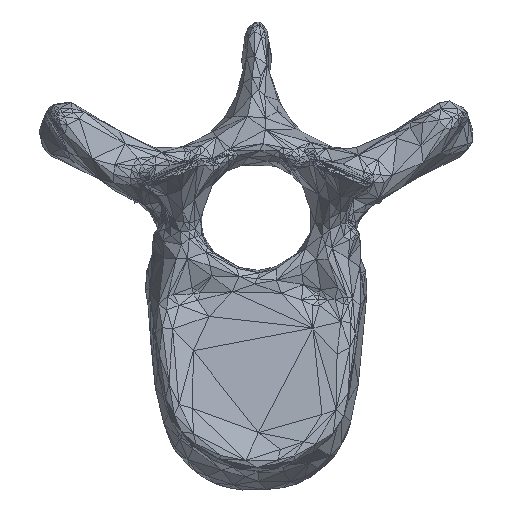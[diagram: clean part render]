
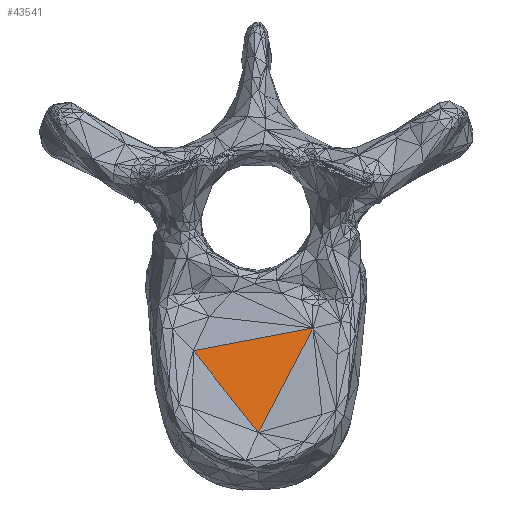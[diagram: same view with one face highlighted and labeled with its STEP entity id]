
A CAD part, top view. The second image highlights one B-rep face of the part: STEP entity #43541.
In plain terms, the highlighted planar face has unit normal (0.005, 0.127, 0.992).
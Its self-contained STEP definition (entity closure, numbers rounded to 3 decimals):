
#1688 = LINE ( 'NONE', #38050, #19998 ) ;
#3086 = LINE ( 'NONE', #6911, #45796 ) ;
#4400 = VECTOR ( 'NONE', #22507, 1000. ) ;
#6911 = CARTESIAN_POINT ( 'NONE',  ( 7.889, -47.457, 1203. ) ) ;
#7922 = CARTESIAN_POINT ( 'NONE',  ( 7.889, -47.457, 1203. ) ) ;
#9527 = DIRECTION ( 'NONE',  ( 0.005, 0.127, 0.992 ) ) ;
#12495 = DIRECTION ( 'NONE',  ( -0.459, -0.881, 0.115 ) ) ;
#13350 = CARTESIAN_POINT ( 'NONE',  ( 5.61, 151.235, 1177.491 ) ) ;
#16399 = EDGE_CURVE ( 'NONE', #40424, #21520, #40683, .T. ) ;
#16578 = VERTEX_POINT ( 'NONE', #25331 ) ;
#17772 = ORIENTED_EDGE ( 'NONE', *, *, #16399, .T. ) ;
#18924 = DIRECTION ( 'NONE',  ( 0.619, -0.78, 0.097 ) ) ;
#19998 = VECTOR ( 'NONE', #18924, 1000. ) ;
#21132 = ORIENTED_EDGE ( 'NONE', *, *, #43132, .T. ) ;
#21520 = VERTEX_POINT ( 'NONE', #37522 ) ;
#21733 = ORIENTED_EDGE ( 'NONE', *, *, #45016, .F. ) ;
#22507 = DIRECTION ( 'NONE',  ( -0.982, -0.187, 0.029 ) ) ;
#25331 = CARTESIAN_POINT ( 'NONE',  ( -0.387, -63.344, 1205.08 ) ) ;
#30725 = AXIS2_PLACEMENT_3D ( 'NONE', #13350, #9527, #46351 ) ;
#35146 = CARTESIAN_POINT ( 'NONE',  ( 7.889, -47.457, 1203. ) ) ;
#37522 = CARTESIAN_POINT ( 'NONE',  ( -10.25, -50.911, 1203.53 ) ) ;
#38050 = CARTESIAN_POINT ( 'NONE',  ( -10.25, -50.911, 1203.53 ) ) ;
#38224 = PLANE ( 'NONE',  #30725 ) ;
#40424 = VERTEX_POINT ( 'NONE', #35146 ) ;
#40683 = LINE ( 'NONE', #7922, #4400 ) ;
#41104 = EDGE_LOOP ( 'NONE', ( #21132, #21733, #17772 ) ) ;
#43132 = EDGE_CURVE ( 'NONE', #21520, #16578, #1688, .T. ) ;
#43541 = ADVANCED_FACE ( 'NONE', ( #46104 ), #38224, .T. ) ;
#45016 = EDGE_CURVE ( 'NONE', #40424, #16578, #3086, .T. ) ;
#45796 = VECTOR ( 'NONE', #12495, 1000. ) ;
#46104 = FACE_OUTER_BOUND ( 'NONE', #41104, .T. ) ;
#46351 = DIRECTION ( 'NONE',  ( 0.999, -0.037, 0. ) ) ;
